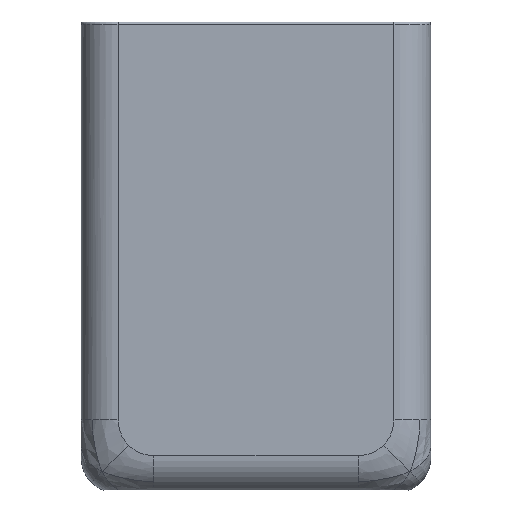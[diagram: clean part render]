
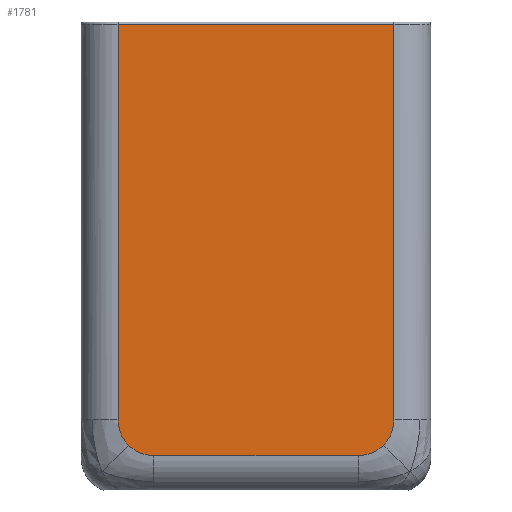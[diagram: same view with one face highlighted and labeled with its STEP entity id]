
A CAD part, front view. The second image highlights one B-rep face of the part: STEP entity #1781.
In plain terms, the highlighted planar face has unit normal (0, -1, 0).
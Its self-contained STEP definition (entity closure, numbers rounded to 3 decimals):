
#92=LINE('',#9543,#159);
#109=LINE('',#9593,#176);
#129=LINE('',#10641,#196);
#130=LINE('',#10643,#197);
#159=VECTOR('',#2288,10.);
#176=VECTOR('',#2351,10.);
#196=VECTOR('',#2423,10.);
#197=VECTOR('',#2426,10.);
#211=PLANE('',#1984);
#322=FACE_OUTER_BOUND('',#433,.T.);
#433=EDGE_LOOP('',(#1615,#1616,#1617,#1618,#1619,#1620,#1621,#1622));
#443=CIRCLE('',#1805,7.332);
#446=CIRCLE('',#1808,7.332);
#483=CIRCLE('',#1845,7.332);
#486=CIRCLE('',#1848,7.332);
#658=VERTEX_POINT('',#3826);
#659=VERTEX_POINT('',#3834);
#661=VERTEX_POINT('',#3910);
#726=VERTEX_POINT('',#8333);
#727=VERTEX_POINT('',#8342);
#729=VERTEX_POINT('',#8490);
#786=VERTEX_POINT('',#9533);
#788=VERTEX_POINT('',#9539);
#828=EDGE_CURVE('',#658,#659,#443,.T.);
#832=EDGE_CURVE('',#661,#658,#446,.T.);
#918=EDGE_CURVE('',#726,#727,#483,.T.);
#922=EDGE_CURVE('',#729,#726,#486,.T.);
#1017=EDGE_CURVE('',#786,#788,#92,.T.);
#1045=EDGE_CURVE('',#659,#786,#109,.T.);
#1074=EDGE_CURVE('',#727,#661,#129,.T.);
#1075=EDGE_CURVE('',#788,#729,#130,.T.);
#1615=ORIENTED_EDGE('',*,*,#1017,.F.);
#1616=ORIENTED_EDGE('',*,*,#1045,.F.);
#1617=ORIENTED_EDGE('',*,*,#828,.F.);
#1618=ORIENTED_EDGE('',*,*,#832,.F.);
#1619=ORIENTED_EDGE('',*,*,#1074,.F.);
#1620=ORIENTED_EDGE('',*,*,#918,.F.);
#1621=ORIENTED_EDGE('',*,*,#922,.F.);
#1622=ORIENTED_EDGE('',*,*,#1075,.F.);
#1781=ADVANCED_FACE('',(#322),#211,.T.);
#1805=AXIS2_PLACEMENT_3D('',#3835,#2005,#2006);
#1808=AXIS2_PLACEMENT_3D('',#3912,#2011,#2012);
#1845=AXIS2_PLACEMENT_3D('',#8343,#2085,#2086);
#1848=AXIS2_PLACEMENT_3D('',#8492,#2091,#2092);
#1984=AXIS2_PLACEMENT_3D('',#10646,#2430,#2431);
#2005=DIRECTION('center_axis',(0.,1.,0.));
#2006=DIRECTION('ref_axis',(-0.707,0.,-0.707));
#2011=DIRECTION('center_axis',(0.,1.,0.));
#2012=DIRECTION('ref_axis',(-0.707,0.,-0.707));
#2085=DIRECTION('center_axis',(0.,1.,0.));
#2086=DIRECTION('ref_axis',(0.707,0.,-0.707));
#2091=DIRECTION('center_axis',(0.,1.,0.));
#2092=DIRECTION('ref_axis',(0.707,0.,-0.707));
#2288=DIRECTION('',(1.,0.,0.));
#2351=DIRECTION('',(0.,0.,1.));
#2423=DIRECTION('',(-1.,0.,0.));
#2426=DIRECTION('',(0.,0.,-1.));
#2430=DIRECTION('center_axis',(0.,-1.,0.));
#2431=DIRECTION('ref_axis',(1.,0.,0.));
#3826=CARTESIAN_POINT('',(8.148,-1.5,9.648));
#3834=CARTESIAN_POINT('',(6.,-1.5,14.832));
#3835=CARTESIAN_POINT('Origin',(13.332,-1.5,14.832));
#3910=CARTESIAN_POINT('',(13.332,-1.5,7.5));
#3912=CARTESIAN_POINT('Origin',(13.332,-1.5,14.832));
#8333=CARTESIAN_POINT('',(60.152,-1.5,9.648));
#8342=CARTESIAN_POINT('',(54.968,-1.5,7.5));
#8343=CARTESIAN_POINT('Origin',(54.968,-1.5,14.832));
#8490=CARTESIAN_POINT('',(62.3,-1.5,14.832));
#8492=CARTESIAN_POINT('Origin',(54.968,-1.5,14.832));
#9533=CARTESIAN_POINT('',(6.,-1.5,95.5));
#9539=CARTESIAN_POINT('',(62.3,-1.5,95.5));
#9543=CARTESIAN_POINT('',(16.325,-1.5,95.5));
#9593=CARTESIAN_POINT('',(6.,-1.5,0.));
#10641=CARTESIAN_POINT('',(16.325,-1.5,7.5));
#10643=CARTESIAN_POINT('',(62.3,-1.5,0.));
#10646=CARTESIAN_POINT('Origin',(-1.5,-1.5,0.));
